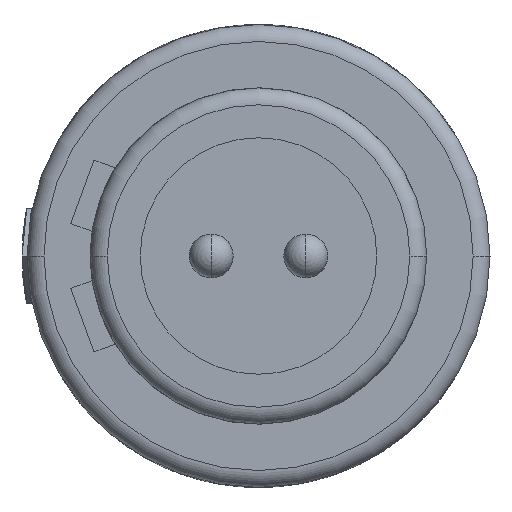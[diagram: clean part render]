
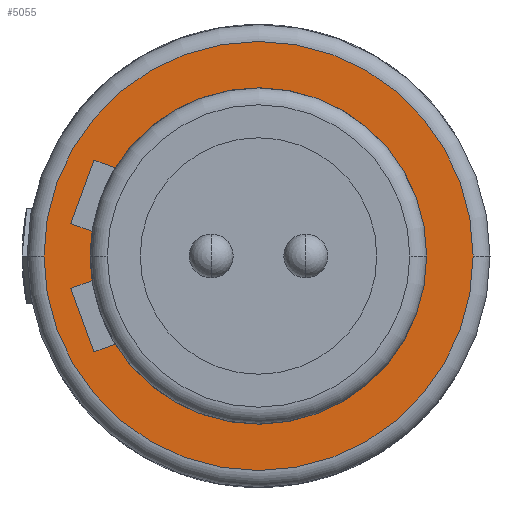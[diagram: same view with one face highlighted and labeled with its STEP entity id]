
A CAD part, left-side view. The second image highlights one B-rep face of the part: STEP entity #5055.
In plain terms, the highlighted planar face has unit normal (-1, 0, 0).
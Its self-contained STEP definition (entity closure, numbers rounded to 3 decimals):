
#1757=CARTESIAN_POINT('',(-6.7,0.,0.));
#1758=DIRECTION('',(-1.,0.,0.));
#1759=DIRECTION('',(0.,-1.,0.));
#1760=AXIS2_PLACEMENT_3D('',#1757,#1758,#1759);
#1762=CARTESIAN_POINT('',(-6.7,0.,0.));
#1763=DIRECTION('',(-1.,0.,0.));
#1764=DIRECTION('',(0.,1.,0.));
#1765=AXIS2_PLACEMENT_3D('',#1762,#1763,#1764);
#1767=DIRECTION('',(0.,0.94,-0.342));
#1768=VECTOR('',#1767,0.677);
#1769=CARTESIAN_POINT('',(-6.7,4.238,-2.607));
#1770=LINE('',#1769,#1768);
#1771=DIRECTION('',(0.,0.94,0.342));
#1772=VECTOR('',#1771,0.677);
#1773=CARTESIAN_POINT('',(-6.7,4.238,2.607));
#1774=LINE('',#1773,#1772);
#1775=DIRECTION('',(0.,-0.342,0.94));
#1776=VECTOR('',#1775,2.);
#1777=CARTESIAN_POINT('',(-6.7,5.557,0.959));
#1778=LINE('',#1777,#1776);
#1779=DIRECTION('',(0.,0.94,0.342));
#1780=VECTOR('',#1779,0.677);
#1781=CARTESIAN_POINT('',(-6.7,4.922,0.727));
#1782=LINE('',#1781,#1780);
#1783=DIRECTION('',(0.,0.94,-0.342));
#1784=VECTOR('',#1783,0.677);
#1785=CARTESIAN_POINT('',(-6.7,4.922,-0.727));
#1786=LINE('',#1785,#1784);
#1787=DIRECTION('',(0.,0.342,0.94));
#1788=VECTOR('',#1787,2.);
#1789=CARTESIAN_POINT('',(-6.7,4.873,-2.838));
#1790=LINE('',#1789,#1788);
#1825=CARTESIAN_POINT('',(-6.7,0.,0.));
#1826=DIRECTION('',(-1.,0.,0.));
#1827=DIRECTION('',(0.,1.,0.));
#1828=AXIS2_PLACEMENT_3D('',#1825,#1826,#1827);
#1843=CARTESIAN_POINT('',(-6.7,0.,0.));
#1844=DIRECTION('',(-1.,0.,0.));
#1845=DIRECTION('',(0.,0.852,-0.524));
#1846=AXIS2_PLACEMENT_3D('',#1843,#1844,#1845);
#1865=CARTESIAN_POINT('',(-6.7,0.,0.));
#1866=DIRECTION('',(1.,0.,0.));
#1867=DIRECTION('',(0.,0.852,0.524));
#1868=AXIS2_PLACEMENT_3D('',#1865,#1866,#1867);
#1875=CARTESIAN_POINT('',(-6.7,0.,0.));
#1876=DIRECTION('',(1.,0.,0.));
#1877=DIRECTION('',(0.,1.,0.));
#1878=AXIS2_PLACEMENT_3D('',#1875,#1876,#1877);
#2342=CARTESIAN_POINT('',(-6.7,-6.35,0.));
#2343=CARTESIAN_POINT('',(-6.7,6.35,0.));
#2344=VERTEX_POINT('',#2342);
#2345=VERTEX_POINT('',#2343);
#2358=CARTESIAN_POINT('',(-6.7,4.975,0.));
#2359=VERTEX_POINT('',#2358);
#2360=CARTESIAN_POINT('',(-6.7,-4.975,0.));
#2361=VERTEX_POINT('',#2360);
#2666=CARTESIAN_POINT('',(-6.7,4.873,2.838));
#2667=VERTEX_POINT('',#2666);
#2670=CARTESIAN_POINT('',(-6.7,5.557,0.959));
#2671=VERTEX_POINT('',#2670);
#2678=CARTESIAN_POINT('',(-6.7,4.873,-2.838));
#2679=VERTEX_POINT('',#2678);
#2682=CARTESIAN_POINT('',(-6.7,5.557,-0.959));
#2683=VERTEX_POINT('',#2682);
#2686=CARTESIAN_POINT('',(-6.7,4.922,0.727));
#2687=VERTEX_POINT('',#2686);
#2688=CARTESIAN_POINT('',(-6.7,4.238,2.607));
#2689=VERTEX_POINT('',#2688);
#2690=CARTESIAN_POINT('',(-6.7,4.238,-2.607));
#2691=VERTEX_POINT('',#2690);
#2692=CARTESIAN_POINT('',(-6.7,4.922,-0.727));
#2693=VERTEX_POINT('',#2692);
#5023=CARTESIAN_POINT('',(-6.7,0.,0.));
#5024=DIRECTION('',(1.,0.,0.));
#5025=DIRECTION('',(0.,-1.,0.));
#5026=AXIS2_PLACEMENT_3D('',#5023,#5024,#5025);
#5027=PLANE('',#5026);
#5029=ORIENTED_EDGE('',*,*,#5028,.F.);
#5030=ORIENTED_EDGE('',*,*,#5006,.F.);
#5031=EDGE_LOOP('',(#5029,#5030));
#5032=FACE_OUTER_BOUND('',#5031,.F.);
#5034=ORIENTED_EDGE('',*,*,#5033,.F.);
#5036=ORIENTED_EDGE('',*,*,#5035,.T.);
#5038=ORIENTED_EDGE('',*,*,#5037,.F.);
#5040=ORIENTED_EDGE('',*,*,#5039,.T.);
#5042=ORIENTED_EDGE('',*,*,#5041,.F.);
#5044=ORIENTED_EDGE('',*,*,#5043,.F.);
#5046=ORIENTED_EDGE('',*,*,#5045,.F.);
#5048=ORIENTED_EDGE('',*,*,#5047,.T.);
#5050=ORIENTED_EDGE('',*,*,#5049,.T.);
#5052=ORIENTED_EDGE('',*,*,#5051,.F.);
#5053=EDGE_LOOP('',(#5034,#5036,#5038,#5040,#5042,#5044,#5046,#5048,#5050,
#5052));
#5054=FACE_BOUND('',#5053,.F.);
#1761=CIRCLE('',#1760,6.35);
#1766=CIRCLE('',#1765,6.35);
#1829=CIRCLE('',#1828,4.975);
#1847=CIRCLE('',#1846,4.975);
#1869=CIRCLE('',#1868,4.975);
#1879=CIRCLE('',#1878,4.975);
#5006=EDGE_CURVE('',#2345,#2344,#1766,.T.);
#5028=EDGE_CURVE('',#2344,#2345,#1761,.T.);
#5033=EDGE_CURVE('',#2691,#2679,#1770,.T.);
#5035=EDGE_CURVE('',#2691,#2361,#1847,.T.);
#5037=EDGE_CURVE('',#2689,#2361,#1869,.T.);
#5039=EDGE_CURVE('',#2689,#2667,#1774,.T.);
#5041=EDGE_CURVE('',#2671,#2667,#1778,.T.);
#5043=EDGE_CURVE('',#2687,#2671,#1782,.T.);
#5045=EDGE_CURVE('',#2359,#2687,#1879,.T.);
#5047=EDGE_CURVE('',#2359,#2693,#1829,.T.);
#5049=EDGE_CURVE('',#2693,#2683,#1786,.T.);
#5051=EDGE_CURVE('',#2679,#2683,#1790,.T.);
#5055=ADVANCED_FACE('',(#5032,#5054),#5027,.F.);
